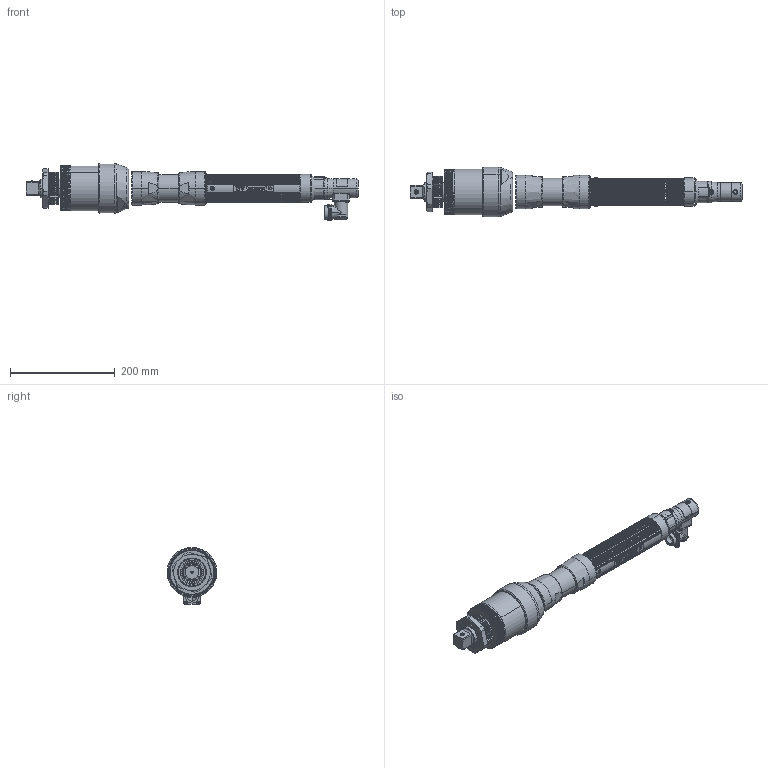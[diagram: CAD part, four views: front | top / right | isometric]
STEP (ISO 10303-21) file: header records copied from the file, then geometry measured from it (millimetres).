
FILE_DESCRIPTION((''),'2;1');
FILE_NAME('EB55MB5-2000R','2013-06-19T',('MAM0508'),(''),'PRO/ENGINEER BY PARAMETRIC TECHNOLOGY CORPORATION, 2010430','PRO/ENGINEER BY PARAMETRIC TECHNOLOGY CORPORATION, 2010430','');
FILE_SCHEMA(('CONFIG_CONTROL_DESIGN'));
Length unit declared in the file: inch
Products named in the file (1): EB55MB5-2000R
Bounding box: 632.44 x 94.63 x 108.53 mm (x, y, z)
Surface area: 182620.9 mm2 (no closed solid volume)
Topology: 0 solids, 213 shells, 625 faces, 3581 edges, 3045 vertices
Faces by surface type: cylinder 305, plane 133, bspline 52, cone 48, extrusion 44, torus 42, sphere 1
Entity records: 49273 total; most frequent: CARTESIAN_POINT 23836, DIRECTION 4729, ORIENTED_EDGE 4416, EDGE_CURVE 3580, VERTEX_POINT 3045, VECTOR 1831, LINE 1787, AXIS2_PLACEMENT_3D 1449
